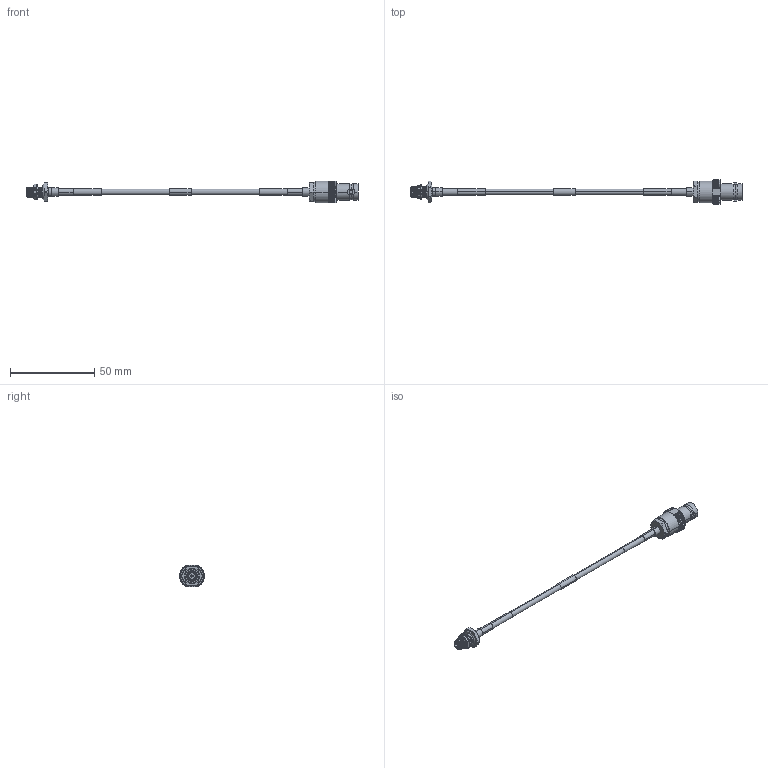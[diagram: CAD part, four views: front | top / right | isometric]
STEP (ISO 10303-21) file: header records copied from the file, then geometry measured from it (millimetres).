
FILE_DESCRIPTION (( 'STEP AP214' ), '1' );
FILE_NAME ('LCCA30472_3D.STEP', '2020-04-22T14:48:01', ( '' ), ( '' ), 'SwSTEP 2.0', 'SolidWorks 2018', '' );
FILE_SCHEMA (( 'AUTOMOTIVE_DESIGN' ));
Length unit declared in the file: inch
Products named in the file (6): LCCN3040; LC141TBJ (141 Formable with HeatShrink); LCCA30472_3D; 1AW01-003_.152 ID; LCCN3049; LC141TBJ-PROD
Assembly tree (7 placements, depth 3):
  LCCA30472_3D
    LC141TBJ-PROD
      LC141TBJ (141 Formable with HeatShrink)
      1AW01-003_.152 ID  x3
    LCCN3049
    LCCN3040
Bounding box: 196.52 x 14.48 x 12.95 mm (x, y, z)
Volume: 4660.5 mm3; surface area: 7001.3 mm2
Topology: 13 solids, 13 shells, 660 faces, 1629 edges, 1007 vertices
Faces by surface type: plane 229, cylinder 177, cone 159, bspline 83, torus 12
Entity records: 37181 total; most frequent: CARTESIAN_POINT 20543, ORIENTED_EDGE 3210, DIRECTION 2694, EDGE_CURVE 1605, AXIS2_PLACEMENT_3D 1096, VERTEX_POINT 991, EDGE_LOOP 674, FACE_OUTER_BOUND 648
